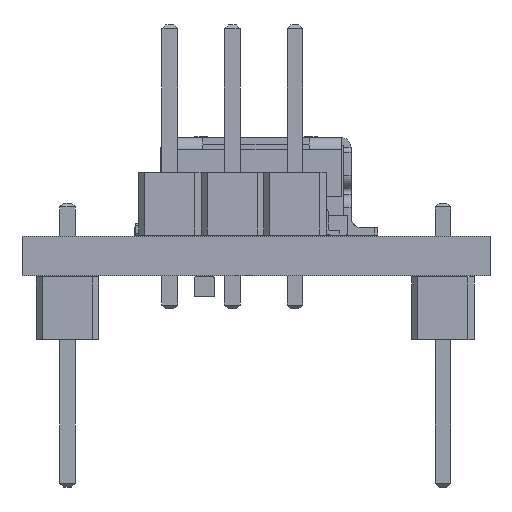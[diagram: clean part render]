
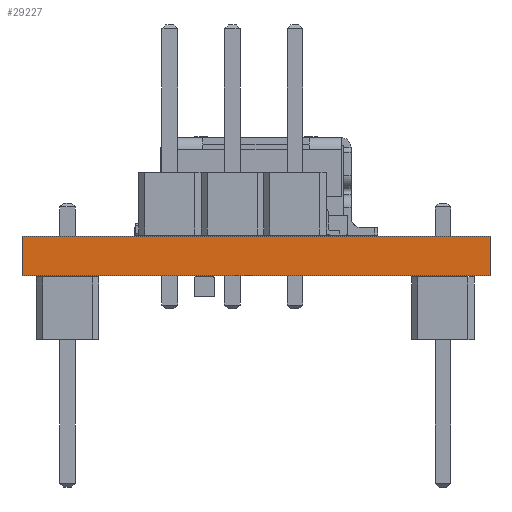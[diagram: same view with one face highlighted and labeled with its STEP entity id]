
A CAD part, left-side view. The second image highlights one B-rep face of the part: STEP entity #29227.
In plain terms, the highlighted planar face has unit normal (-1, 0, 0).
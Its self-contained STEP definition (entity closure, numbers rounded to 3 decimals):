
#2003=FACE_OUTER_BOUND('',#3571,.T.);
#3571=EDGE_LOOP('',(#25099,#25100,#25101,#25102));
#7535=LINE('',#47723,#10768);
#7539=LINE('',#47730,#10772);
#7541=LINE('',#47733,#10774);
#7542=LINE('',#47859,#10775);
#10768=VECTOR('',#38866,1.);
#10772=VECTOR('',#38872,1.);
#10774=VECTOR('',#38876,1.);
#10775=VECTOR('',#39003,1.);
#13236=VERTEX_POINT('',#47721);
#13237=VERTEX_POINT('',#47722);
#13238=VERTEX_POINT('',#47727);
#13239=VERTEX_POINT('',#47729);
#17176=EDGE_CURVE('',#13236,#13237,#7535,.T.);
#17180=EDGE_CURVE('',#13238,#13239,#7539,.T.);
#17182=EDGE_CURVE('',#13238,#13236,#7541,.T.);
#17245=EDGE_CURVE('',#13239,#13237,#7542,.T.);
#25099=ORIENTED_EDGE('',*,*,#17180,.F.);
#25100=ORIENTED_EDGE('',*,*,#17182,.T.);
#25101=ORIENTED_EDGE('',*,*,#17176,.T.);
#25102=ORIENTED_EDGE('',*,*,#17245,.F.);
#26397=PLANE('',#31530);
#29227=ADVANCED_FACE('',(#2003),#26397,.F.);
#31530=AXIS2_PLACEMENT_3D('',#47984,#39128,#39129);
#38866=DIRECTION('',(0.,0.,1.));
#38872=DIRECTION('',(0.,0.,1.));
#38876=DIRECTION('',(0.,-1.,0.));
#39003=DIRECTION('',(0.,-1.,0.));
#39128=DIRECTION('center_axis',(1.,0.,0.));
#39129=DIRECTION('ref_axis',(0.,-1.,0.));
#47721=CARTESIAN_POINT('',(130.,-130.,0.));
#47722=CARTESIAN_POINT('',(130.,-130.,1.6));
#47723=CARTESIAN_POINT('',(130.,-130.,0.));
#47727=CARTESIAN_POINT('',(130.,-111.,0.));
#47729=CARTESIAN_POINT('',(130.,-111.,1.6));
#47730=CARTESIAN_POINT('',(130.,-111.,0.));
#47733=CARTESIAN_POINT('',(130.,-111.,0.));
#47859=CARTESIAN_POINT('',(130.,-111.,1.6));
#47984=CARTESIAN_POINT('Origin',(130.,-111.,0.));
